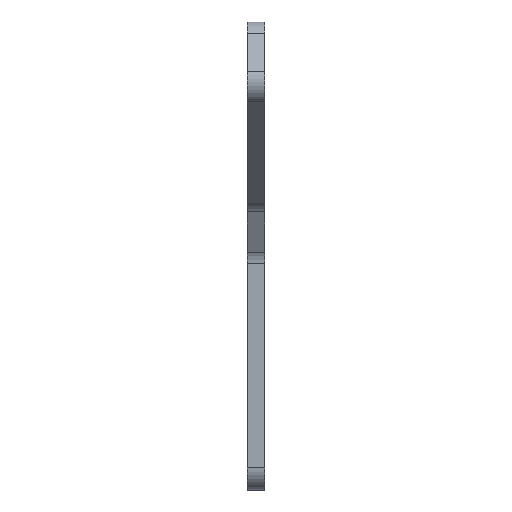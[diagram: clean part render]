
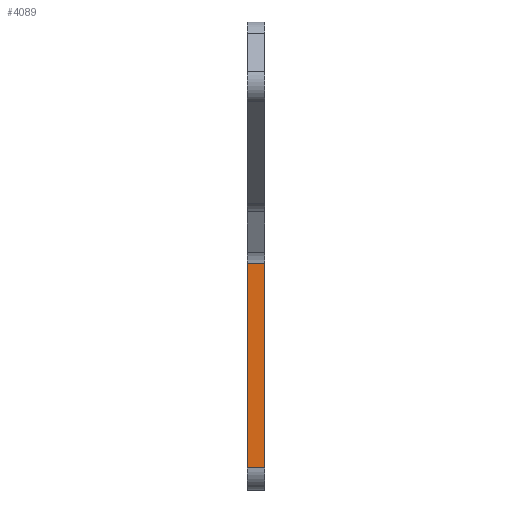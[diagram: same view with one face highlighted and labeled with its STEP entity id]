
A CAD part, left-side view. The second image highlights one B-rep face of the part: STEP entity #4089.
In plain terms, the highlighted planar face has unit normal (-1, 0, 0).
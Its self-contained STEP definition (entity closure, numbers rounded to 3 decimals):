
#94 = LINE ( 'NONE', #1867, #383 ) ;
#383 = VECTOR ( 'NONE', #2012, 1000. ) ;
#836 = ORIENTED_EDGE ( 'NONE', *, *, #7009, .F. ) ;
#1224 = VECTOR ( 'NONE', #6333, 1000. ) ;
#1294 = DIRECTION ( 'NONE',  ( -1., 0., 0. ) ) ;
#1571 = CARTESIAN_POINT ( 'NONE',  ( -20., 0., -29.638 ) ) ;
#1652 = LINE ( 'NONE', #3394, #1224 ) ;
#1726 = EDGE_LOOP ( 'NONE', ( #3469, #2917, #836, #5873 ) ) ;
#1867 = CARTESIAN_POINT ( 'NONE',  ( -20., 8., -122. ) ) ;
#2012 = DIRECTION ( 'NONE',  ( 0., -1., 0. ) ) ;
#2081 = LINE ( 'NONE', #3994, #2717 ) ;
#2091 = CARTESIAN_POINT ( 'NONE',  ( -20., 0., 0. ) ) ;
#2498 = PLANE ( 'NONE',  #4706 ) ;
#2581 = VERTEX_POINT ( 'NONE', #1571 ) ;
#2717 = VECTOR ( 'NONE', #4433, 1000. ) ;
#2748 = DIRECTION ( 'NONE',  ( 0., 0., -1. ) ) ;
#2917 = ORIENTED_EDGE ( 'NONE', *, *, #4362, .T. ) ;
#3018 = VERTEX_POINT ( 'NONE', #3827 ) ;
#3065 = VERTEX_POINT ( 'NONE', #6460 ) ;
#3394 = CARTESIAN_POINT ( 'NONE',  ( -20., 8., 0. ) ) ;
#3469 = ORIENTED_EDGE ( 'NONE', *, *, #3825, .T. ) ;
#3675 = FACE_OUTER_BOUND ( 'NONE', #1726, .T. ) ;
#3708 = CARTESIAN_POINT ( 'NONE',  ( -20., 8., -122. ) ) ;
#3825 = EDGE_CURVE ( 'NONE', #3065, #6581, #1652, .T. ) ;
#3827 = CARTESIAN_POINT ( 'NONE',  ( -20., 0., -122. ) ) ;
#3994 = CARTESIAN_POINT ( 'NONE',  ( -20., 8., -29.638 ) ) ;
#4089 = ADVANCED_FACE ( 'NONE', ( #3675 ), #2498, .T. ) ;
#4340 = DIRECTION ( 'NONE',  ( 0., 0., 1. ) ) ;
#4362 = EDGE_CURVE ( 'NONE', #6581, #3018, #94, .T. ) ;
#4433 = DIRECTION ( 'NONE',  ( 0., 1., 0. ) ) ;
#4556 = LINE ( 'NONE', #2091, #7170 ) ;
#4706 = AXIS2_PLACEMENT_3D ( 'NONE', #7357, #1294, #4340 ) ;
#5873 = ORIENTED_EDGE ( 'NONE', *, *, #7408, .T. ) ;
#6333 = DIRECTION ( 'NONE',  ( 0., 0., -1. ) ) ;
#6460 = CARTESIAN_POINT ( 'NONE',  ( -20., 8., -29.638 ) ) ;
#6581 = VERTEX_POINT ( 'NONE', #3708 ) ;
#7009 = EDGE_CURVE ( 'NONE', #2581, #3018, #4556, .T. ) ;
#7170 = VECTOR ( 'NONE', #2748, 1000. ) ;
#7357 = CARTESIAN_POINT ( 'NONE',  ( -20., 8., 0. ) ) ;
#7408 = EDGE_CURVE ( 'NONE', #2581, #3065, #2081, .T. ) ;
